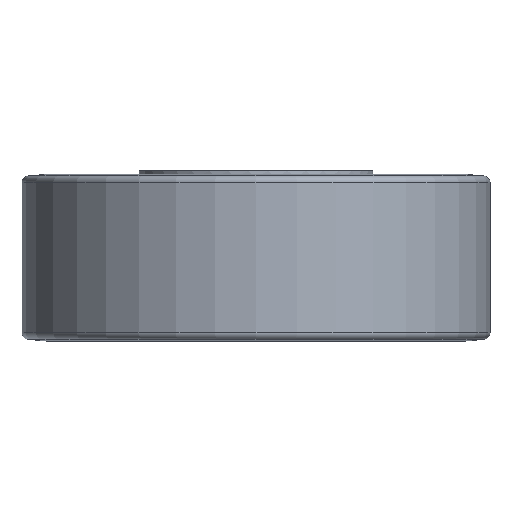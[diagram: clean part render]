
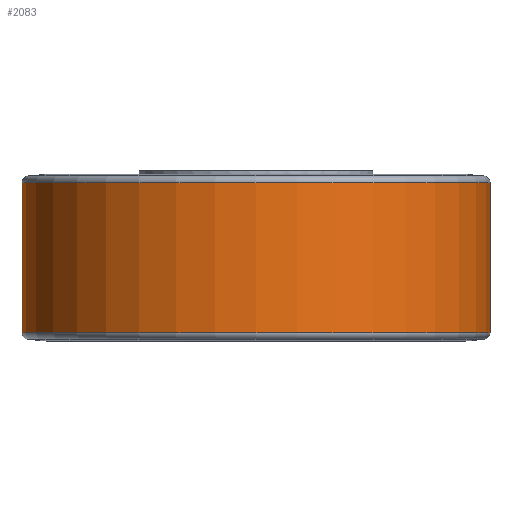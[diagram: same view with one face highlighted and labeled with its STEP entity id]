
A CAD part, front view. The second image highlights one B-rep face of the part: STEP entity #2083.
In plain terms, the highlighted cylindrical face has radius 70 mm (diameter 140 mm), a full revolution.
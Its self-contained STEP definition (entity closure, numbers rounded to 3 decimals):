
#29=CYLINDRICAL_SURFACE('',#2301,70.);
#324=LINE('',#3474,#502);
#502=VECTOR('',#2880,70.);
#632=FACE_OUTER_BOUND('',#764,.T.);
#764=EDGE_LOOP('',(#1863,#1864,#1865,#1866,#1867,#1868,#1869,#1870));
#858=CIRCLE('',#2297,70.);
#859=CIRCLE('',#2298,70.);
#860=CIRCLE('',#2299,70.);
#862=CIRCLE('',#2302,70.);
#863=CIRCLE('',#2303,70.);
#864=CIRCLE('',#2304,70.);
#1055=VERTEX_POINT('',#3464);
#1056=VERTEX_POINT('',#3466);
#1057=VERTEX_POINT('',#3468);
#1058=VERTEX_POINT('',#3473);
#1059=VERTEX_POINT('',#3475);
#1060=VERTEX_POINT('',#3477);
#1328=EDGE_CURVE('',#1055,#1056,#858,.T.);
#1329=EDGE_CURVE('',#1056,#1057,#859,.T.);
#1330=EDGE_CURVE('',#1057,#1055,#860,.T.);
#1332=EDGE_CURVE('',#1056,#1058,#324,.T.);
#1333=EDGE_CURVE('',#1059,#1058,#862,.T.);
#1334=EDGE_CURVE('',#1060,#1059,#863,.T.);
#1335=EDGE_CURVE('',#1058,#1060,#864,.T.);
#1863=ORIENTED_EDGE('',*,*,#1330,.F.);
#1864=ORIENTED_EDGE('',*,*,#1329,.F.);
#1865=ORIENTED_EDGE('',*,*,#1332,.T.);
#1866=ORIENTED_EDGE('',*,*,#1333,.F.);
#1867=ORIENTED_EDGE('',*,*,#1334,.F.);
#1868=ORIENTED_EDGE('',*,*,#1335,.F.);
#1869=ORIENTED_EDGE('',*,*,#1332,.F.);
#1870=ORIENTED_EDGE('',*,*,#1328,.F.);
#2083=ADVANCED_FACE('',(#632),#29,.T.);
#2297=AXIS2_PLACEMENT_3D('',#3467,#2870,#2871);
#2298=AXIS2_PLACEMENT_3D('',#3469,#2872,#2873);
#2299=AXIS2_PLACEMENT_3D('',#3470,#2874,#2875);
#2301=AXIS2_PLACEMENT_3D('',#3472,#2878,#2879);
#2302=AXIS2_PLACEMENT_3D('',#3476,#2881,#2882);
#2303=AXIS2_PLACEMENT_3D('',#3478,#2883,#2884);
#2304=AXIS2_PLACEMENT_3D('',#3479,#2885,#2886);
#2870=DIRECTION('center_axis',(0.,0.,-1.));
#2871=DIRECTION('ref_axis',(0.,-1.,0.));
#2872=DIRECTION('center_axis',(0.,0.,-1.));
#2873=DIRECTION('ref_axis',(0.,-1.,0.));
#2874=DIRECTION('center_axis',(0.,0.,-1.));
#2875=DIRECTION('ref_axis',(0.,-1.,0.));
#2878=DIRECTION('center_axis',(0.,0.,-1.));
#2879=DIRECTION('ref_axis',(0.,1.,0.));
#2880=DIRECTION('',(0.,0.,1.));
#2881=DIRECTION('center_axis',(0.,0.,1.));
#2882=DIRECTION('ref_axis',(0.,-1.,0.));
#2883=DIRECTION('center_axis',(0.,0.,1.));
#2884=DIRECTION('ref_axis',(0.,-1.,0.));
#2885=DIRECTION('center_axis',(0.,0.,1.));
#2886=DIRECTION('ref_axis',(0.,-1.,0.));
#3464=CARTESIAN_POINT('',(70.,0.,-22.667));
#3466=CARTESIAN_POINT('',(0.,-70.,-22.667));
#3467=CARTESIAN_POINT('Origin',(0.,0.,
-22.667));
#3468=CARTESIAN_POINT('',(0.,70.,-22.667));
#3469=CARTESIAN_POINT('Origin',(0.,0.,
-22.667));
#3470=CARTESIAN_POINT('Origin',(0.,0.,
-22.667));
#3472=CARTESIAN_POINT('Origin',(0.,0.,
-0.2));
#3473=CARTESIAN_POINT('',(0.,-70.,22.267));
#3474=CARTESIAN_POINT('',(0.,-70.,-0.2));
#3475=CARTESIAN_POINT('',(0.,70.,22.267));
#3476=CARTESIAN_POINT('Origin',(0.,0.,
22.267));
#3477=CARTESIAN_POINT('',(70.,0.,22.267));
#3478=CARTESIAN_POINT('Origin',(0.,0.,
22.267));
#3479=CARTESIAN_POINT('Origin',(0.,0.,
22.267));
